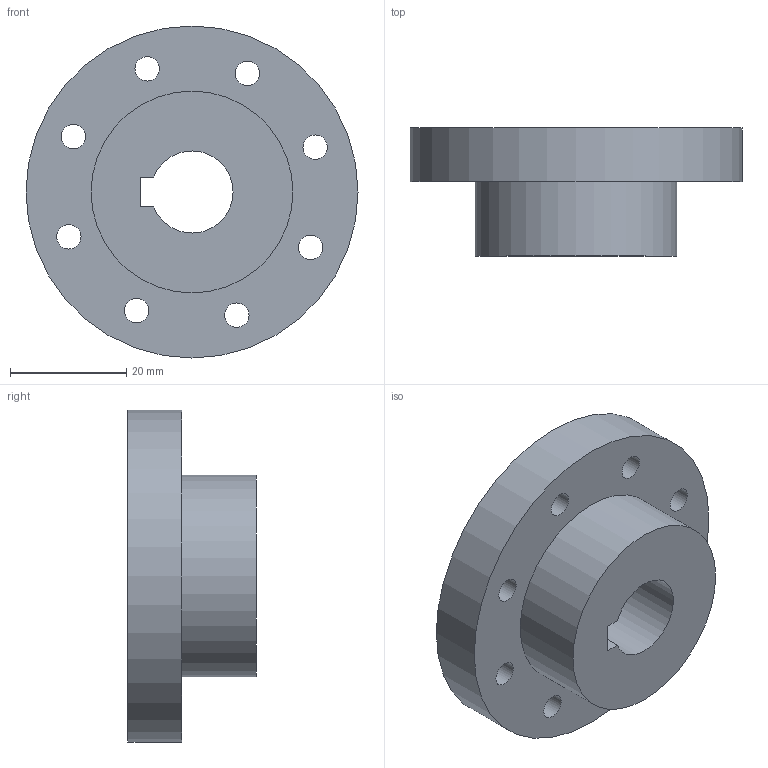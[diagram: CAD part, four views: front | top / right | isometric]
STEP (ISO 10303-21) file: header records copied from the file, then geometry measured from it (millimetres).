
FILE_DESCRIPTION(/* description */ (''),/* implementation_level */ '2;1');
FILE_NAME(/* name */ 'JT3CP.step',/* time_stamp */ '2022-11-15T22:25:53-05:00',/* author */ (''),/* organization */ (''),/* preprocessor_version */ 'ST-DEVELOPER v19.2',/* originating_system */ 'Autodesk Translation Framework v11.17.0.187',/* authorisation */ '');
FILE_SCHEMA (('AUTOMOTIVE_DESIGN { 1 0 10303 214 3 1 1 }'));
Length unit declared in the file: millimetre
Products named in the file (1): Joint 5
Bounding box: 57 x 22 x 57 mm (x, y, z)
Volume: 30863.5 mm3; surface area: 9635.5 mm2
Topology: 1 solids, 1 shells, 17 faces, 42 edges, 28 vertices
Faces by surface type: cylinder 11, plane 6
Full cylindrical faces by diameter (mm): 4.2 x8, 34.65 x1, 57 x1
Entity records: 597 total; most frequent: DIRECTION 100, CARTESIAN_POINT 88, ORIENTED_EDGE 84, EDGE_CURVE 42, AXIS2_PLACEMENT_3D 40, EDGE_LOOP 36, VERTEX_POINT 28, CIRCLE 22
